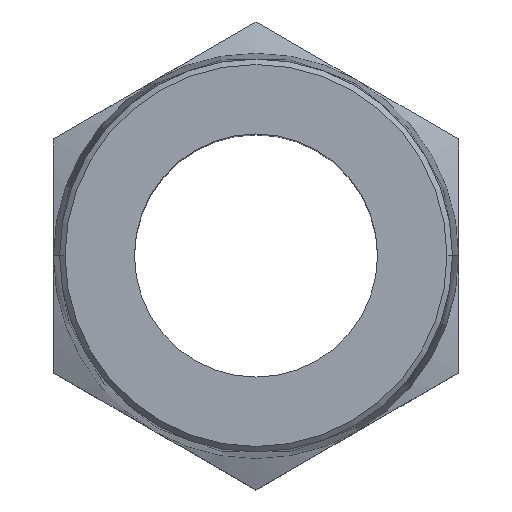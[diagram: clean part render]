
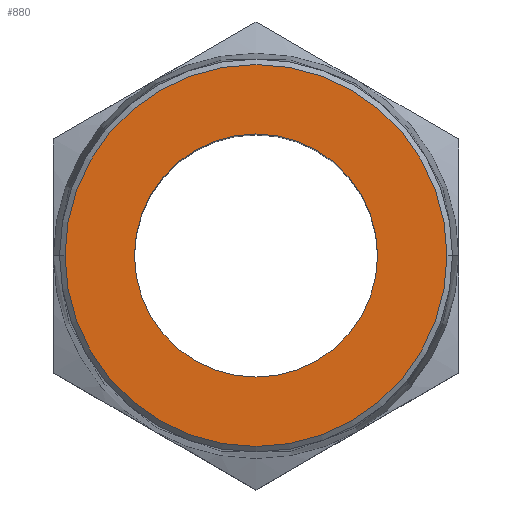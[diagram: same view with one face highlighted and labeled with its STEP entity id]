
A CAD part, top view. The second image highlights one B-rep face of the part: STEP entity #880.
In plain terms, the highlighted planar face has unit normal (0, 0, 1).
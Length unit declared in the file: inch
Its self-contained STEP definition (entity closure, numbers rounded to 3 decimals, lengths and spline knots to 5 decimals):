
#6 = ORIENTED_EDGE ( 'NONE', *, *, #962, .T. ) ;
#23 = CARTESIAN_POINT ( 'NONE',  ( 0., 0., 1.33858 ) ) ;
#35 = CARTESIAN_POINT ( 'NONE',  ( 0.92798, 0., 1.33858 ) ) ;
#88 = DIRECTION ( 'NONE',  ( 1., 0., 0. ) ) ;
#101 = DIRECTION ( 'NONE',  ( 0., 0., 1. ) ) ;
#125 = DIRECTION ( 'NONE',  ( 0., 0., 1. ) ) ;
#129 = CARTESIAN_POINT ( 'NONE',  ( -0.92798, 0., 1.33858 ) ) ;
#136 = AXIS2_PLACEMENT_3D ( 'NONE', #509, #659, #496 ) ;
#139 = VERTEX_POINT ( 'NONE', #438 ) ;
#142 = EDGE_LOOP ( 'NONE', ( #6, #305 ) ) ;
#153 = CIRCLE ( 'NONE', #136, 0.92798 ) ;
#185 = EDGE_CURVE ( 'NONE', #689, #139, #970, .T. ) ;
#256 = CARTESIAN_POINT ( 'NONE',  ( 0., 0., 1.33858 ) ) ;
#305 = ORIENTED_EDGE ( 'NONE', *, *, #715, .T. ) ;
#320 = CIRCLE ( 'NONE', #422, 0.92798 ) ;
#358 = PLANE ( 'NONE',  #746 ) ;
#368 = DIRECTION ( 'NONE',  ( 1., 0., 0. ) ) ;
#385 = CARTESIAN_POINT ( 'NONE',  ( 0., 0., 1.33858 ) ) ;
#387 = EDGE_CURVE ( 'NONE', #139, #689, #729, .T. ) ;
#422 = AXIS2_PLACEMENT_3D ( 'NONE', #385, #125, #657 ) ;
#429 = DIRECTION ( 'NONE',  ( 1., 0., 0. ) ) ;
#438 = CARTESIAN_POINT ( 'NONE',  ( -0.59055, 0., 1.33858 ) ) ;
#442 = DIRECTION ( 'NONE',  ( 0., 0., 1. ) ) ;
#474 = CARTESIAN_POINT ( 'NONE',  ( 0.59055, 0., 1.33858 ) ) ;
#496 = DIRECTION ( 'NONE',  ( 1., 0., 0. ) ) ;
#500 = DIRECTION ( 'NONE',  ( 0., 0., 1. ) ) ;
#509 = CARTESIAN_POINT ( 'NONE',  ( 0., 0., 1.33858 ) ) ;
#615 = FACE_OUTER_BOUND ( 'NONE', #142, .T. ) ;
#646 = EDGE_LOOP ( 'NONE', ( #1064, #778 ) ) ;
#657 = DIRECTION ( 'NONE',  ( 1., 0., 0. ) ) ;
#659 = DIRECTION ( 'NONE',  ( 0., 0., 1. ) ) ;
#689 = VERTEX_POINT ( 'NONE', #474 ) ;
#715 = EDGE_CURVE ( 'NONE', #934, #1031, #153, .T. ) ;
#729 = CIRCLE ( 'NONE', #773, 0.59055 ) ;
#746 = AXIS2_PLACEMENT_3D ( 'NONE', #23, #101, #429 ) ;
#773 = AXIS2_PLACEMENT_3D ( 'NONE', #785, #442, #368 ) ;
#778 = ORIENTED_EDGE ( 'NONE', *, *, #185, .F. ) ;
#785 = CARTESIAN_POINT ( 'NONE',  ( 0., 0., 1.33858 ) ) ;
#856 = FACE_BOUND ( 'NONE', #646, .T. ) ;
#880 = ADVANCED_FACE ( 'NONE', ( #615, #856 ), #358, .T. ) ;
#934 = VERTEX_POINT ( 'NONE', #35 ) ;
#962 = EDGE_CURVE ( 'NONE', #1031, #934, #320, .T. ) ;
#970 = CIRCLE ( 'NONE', #1009, 0.59055 ) ;
#1009 = AXIS2_PLACEMENT_3D ( 'NONE', #256, #500, #88 ) ;
#1031 = VERTEX_POINT ( 'NONE', #129 ) ;
#1064 = ORIENTED_EDGE ( 'NONE', *, *, #387, .F. ) ;
